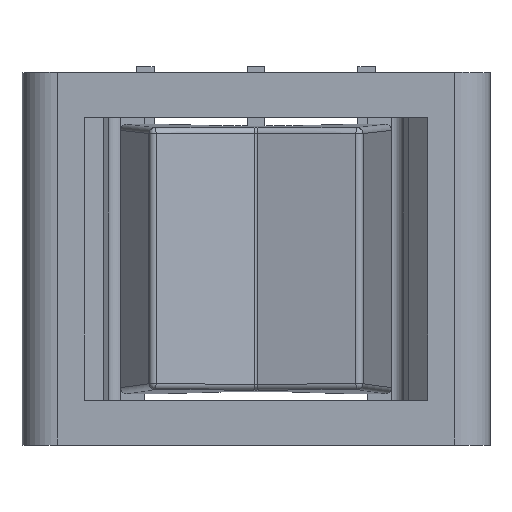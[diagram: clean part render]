
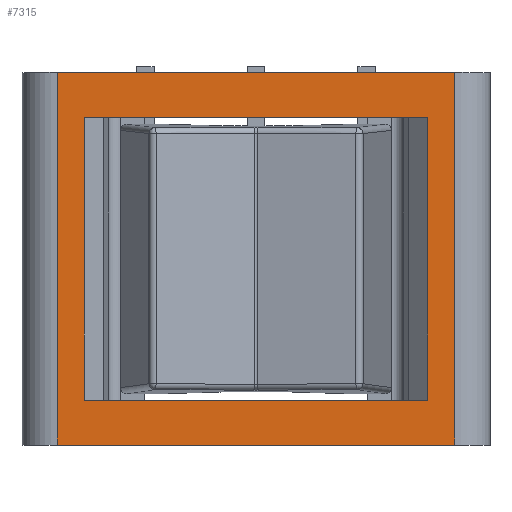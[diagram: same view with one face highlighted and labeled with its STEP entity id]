
A CAD part, top view. The second image highlights one B-rep face of the part: STEP entity #7315.
In plain terms, the highlighted planar face has unit normal (0, 0, 1).
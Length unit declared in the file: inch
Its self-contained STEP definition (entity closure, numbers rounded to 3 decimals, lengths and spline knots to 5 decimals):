
#78=FACE_BOUND('',#617,.T.);
#194=FACE_OUTER_BOUND('',#616,.T.);
#616=EDGE_LOOP('',(#4886,#4887,#4888,#4889));
#617=EDGE_LOOP('',(#4890,#4891,#4892,#4893));
#1068=LINE('',#10562,#1973);
#1087=LINE('',#10608,#1992);
#1099=LINE('',#10633,#2004);
#1101=LINE('',#10637,#2006);
#1103=LINE('',#10647,#2008);
#1104=LINE('',#10650,#2009);
#1108=LINE('',#10660,#2013);
#1109=LINE('',#10661,#2014);
#1973=VECTOR('',#8409,0.3937);
#1992=VECTOR('',#8444,0.3937);
#2004=VECTOR('',#8464,0.3937);
#2006=VECTOR('',#8470,0.3937);
#2008=VECTOR('',#8480,0.3937);
#2009=VECTOR('',#8483,0.3937);
#2013=VECTOR('',#8491,0.3937);
#2014=VECTOR('',#8492,0.3937);
#3033=VERTEX_POINT('',#10559);
#3034=VERTEX_POINT('',#10561);
#3052=VERTEX_POINT('',#10605);
#3053=VERTEX_POINT('',#10607);
#3063=VERTEX_POINT('',#10640);
#3066=VERTEX_POINT('',#10645);
#3067=VERTEX_POINT('',#10649);
#3071=VERTEX_POINT('',#10659);
#3718=EDGE_CURVE('',#3033,#3034,#1068,.T.);
#3741=EDGE_CURVE('',#3053,#3052,#1087,.T.);
#3755=EDGE_CURVE('',#3034,#3052,#1099,.T.);
#3757=EDGE_CURVE('',#3053,#3033,#1101,.T.);
#3761=EDGE_CURVE('',#3066,#3063,#1103,.T.);
#3762=EDGE_CURVE('',#3063,#3067,#1104,.T.);
#3767=EDGE_CURVE('',#3071,#3066,#1108,.T.);
#3768=EDGE_CURVE('',#3067,#3071,#1109,.T.);
#4886=ORIENTED_EDGE('',*,*,#3761,.F.);
#4887=ORIENTED_EDGE('',*,*,#3767,.F.);
#4888=ORIENTED_EDGE('',*,*,#3768,.F.);
#4889=ORIENTED_EDGE('',*,*,#3762,.F.);
#4890=ORIENTED_EDGE('',*,*,#3718,.F.);
#4891=ORIENTED_EDGE('',*,*,#3757,.F.);
#4892=ORIENTED_EDGE('',*,*,#3741,.T.);
#4893=ORIENTED_EDGE('',*,*,#3755,.F.);
#6995=PLANE('',#7773);
#7315=ADVANCED_FACE('',(#194,#78),#6995,.T.);
#7773=AXIS2_PLACEMENT_3D('',#10658,#8489,#8490);
#8409=DIRECTION('',(1.,0.,0.));
#8444=DIRECTION('',(1.,0.,0.));
#8464=DIRECTION('',(0.,1.,0.));
#8470=DIRECTION('',(0.,-1.,0.));
#8480=DIRECTION('',(0.,1.,0.));
#8483=DIRECTION('',(1.,0.,0.));
#8489=DIRECTION('center_axis',(0.,0.,
1.));
#8490=DIRECTION('ref_axis',(0.,1.,0.));
#8491=DIRECTION('',(-1.,0.,0.));
#8492=DIRECTION('',(0.,-1.,0.));
#10559=CARTESIAN_POINT('',(-0.28642,-0.23622,0.72992));
#10561=CARTESIAN_POINT('',(0.28642,-0.23622,0.72992));
#10562=CARTESIAN_POINT('',(0.12746,-0.23622,0.72992));
#10605=CARTESIAN_POINT('',(0.28642,0.23622,0.72992));
#10607=CARTESIAN_POINT('',(-0.28642,0.23622,0.72992));
#10608=CARTESIAN_POINT('',(-0.12746,0.23622,0.72992));
#10633=CARTESIAN_POINT('',(0.28642,0.11811,0.72992));
#10637=CARTESIAN_POINT('',(-0.28642,-0.11811,0.72992));
#10640=CARTESIAN_POINT('',(-0.33169,0.31102,0.72992));
#10645=CARTESIAN_POINT('',(-0.33169,-0.31102,0.72992));
#10647=CARTESIAN_POINT('',(-0.33169,-0.15551,0.72992));
#10649=CARTESIAN_POINT('',(0.33169,0.31102,0.72992));
#10650=CARTESIAN_POINT('',(-0.39075,0.31102,0.72992));
#10658=CARTESIAN_POINT('Origin',(0.,0.,
0.72992));
#10659=CARTESIAN_POINT('',(0.33169,-0.31102,0.72992));
#10660=CARTESIAN_POINT('',(0.39075,-0.31102,0.72992));
#10661=CARTESIAN_POINT('',(0.33169,0.15551,0.72992));
